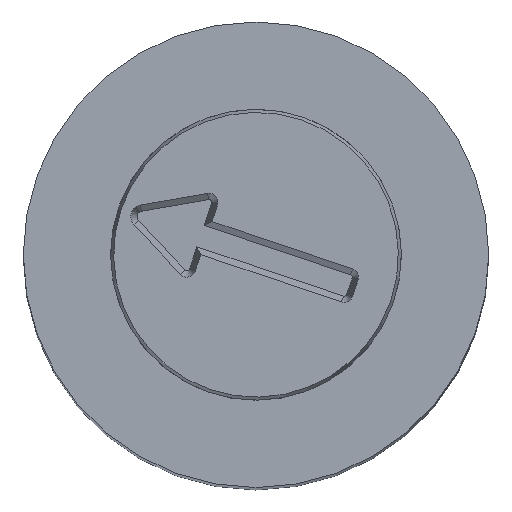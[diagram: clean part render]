
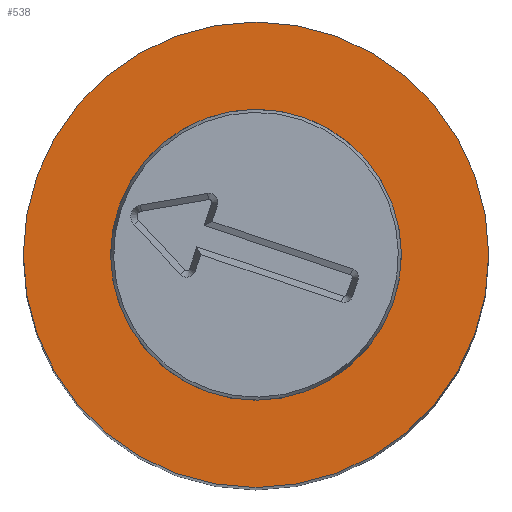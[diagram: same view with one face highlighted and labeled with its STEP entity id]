
A CAD part, top view. The second image highlights one B-rep face of the part: STEP entity #538.
In plain terms, the highlighted planar face has unit normal (0, 0, 1).
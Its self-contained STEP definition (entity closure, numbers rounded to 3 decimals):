
#30=FACE_BOUND('',#104,.T.);
#34=PLANE('',#644);
#68=FACE_OUTER_BOUND('',#103,.T.);
#103=EDGE_LOOP('',(#416));
#104=EDGE_LOOP('',(#417));
#215=CIRCLE('',#631,1.25);
#222=CIRCLE('',#643,2.);
#251=VERTEX_POINT('',#905);
#258=VERTEX_POINT('',#928);
#304=EDGE_CURVE('',#251,#251,#215,.T.);
#315=EDGE_CURVE('',#258,#258,#222,.T.);
#416=ORIENTED_EDGE('',*,*,#315,.F.);
#417=ORIENTED_EDGE('',*,*,#304,.T.);
#538=ADVANCED_FACE('',(#68,#30),#34,.F.);
#631=AXIS2_PLACEMENT_3D('',#906,#725,#726);
#643=AXIS2_PLACEMENT_3D('',#929,#753,#754);
#644=AXIS2_PLACEMENT_3D('',#931,#756,#757);
#725=DIRECTION('center_axis',(0.,0.,-1.));
#726=DIRECTION('ref_axis',(1.,0.,0.));
#753=DIRECTION('center_axis',(0.,0.,-1.));
#754=DIRECTION('ref_axis',(-1.,0.,0.));
#756=DIRECTION('center_axis',(0.,0.,-1.));
#757=DIRECTION('ref_axis',(-1.,0.,0.));
#905=CARTESIAN_POINT('',(-1.25,0.,14.));
#906=CARTESIAN_POINT('Origin',(0.,0.,14.));
#928=CARTESIAN_POINT('',(2.,0.,14.));
#929=CARTESIAN_POINT('Origin',(0.,0.,14.));
#931=CARTESIAN_POINT('Origin',(0.,0.,14.));
